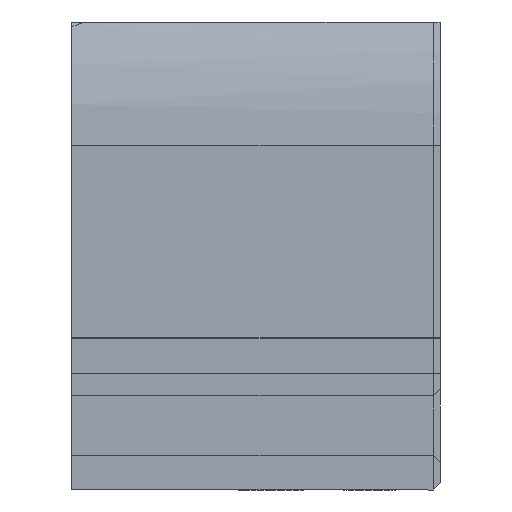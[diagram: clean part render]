
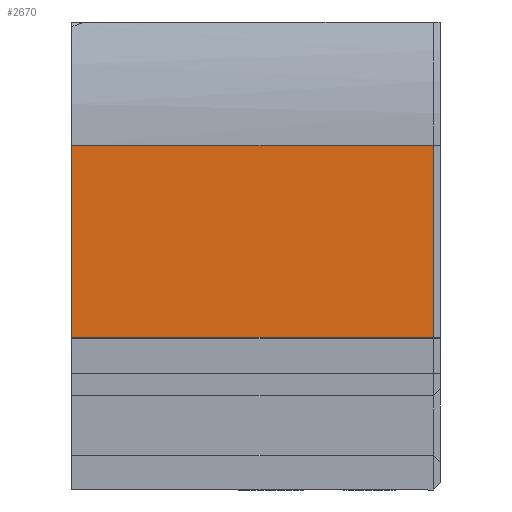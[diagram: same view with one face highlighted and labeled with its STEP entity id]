
A CAD part, left-side view. The second image highlights one B-rep face of the part: STEP entity #2670.
In plain terms, the highlighted planar face has unit normal (-1, 0, 0).
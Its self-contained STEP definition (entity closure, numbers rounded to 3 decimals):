
#266=FACE_OUTER_BOUND('',#440,.T.);
#440=EDGE_LOOP('',(#2385,#2386,#2387,#2388));
#560=LINE('',#3881,#826);
#614=LINE('',#4013,#880);
#742=LINE('',#4443,#1008);
#770=LINE('',#4521,#1036);
#826=VECTOR('',#3003,10.);
#880=VECTOR('',#3083,10.);
#1008=VECTOR('',#3557,10.);
#1036=VECTOR('',#3651,10.);
#1108=VERTEX_POINT('',#3879);
#1109=VERTEX_POINT('',#3880);
#1168=VERTEX_POINT('',#4011);
#1278=VERTEX_POINT('',#4442);
#1354=EDGE_CURVE('',#1108,#1109,#560,.T.);
#1418=EDGE_CURVE('',#1168,#1109,#614,.T.);
#1622=EDGE_CURVE('',#1108,#1278,#742,.T.);
#1660=EDGE_CURVE('',#1278,#1168,#770,.T.);
#2385=ORIENTED_EDGE('',*,*,#1660,.F.);
#2386=ORIENTED_EDGE('',*,*,#1622,.F.);
#2387=ORIENTED_EDGE('',*,*,#1354,.T.);
#2388=ORIENTED_EDGE('',*,*,#1418,.F.);
#2526=PLANE('',#2929);
#2670=ADVANCED_FACE('',(#266),#2526,.T.);
#2929=AXIS2_PLACEMENT_3D('',#4522,#3652,#3653);
#3003=DIRECTION('',(0.,0.,-1.));
#3083=DIRECTION('',(0.,1.,0.));
#3557=DIRECTION('',(0.,-1.,0.));
#3651=DIRECTION('',(0.,0.,-1.));
#3652=DIRECTION('center_axis',(-1.,0.,0.));
#3653=DIRECTION('ref_axis',(0.,0.,
-1.));
#3879=CARTESIAN_POINT('',(302.62,-143.929,102.486));
#3880=CARTESIAN_POINT('',(302.62,-143.929,91.5));
#3881=CARTESIAN_POINT('',(302.62,-143.929,101.5));
#4011=CARTESIAN_POINT('',(302.62,-164.529,91.5));
#4013=CARTESIAN_POINT('',(302.62,-148.679,91.5));
#4442=CARTESIAN_POINT('',(302.62,-164.529,102.486));
#4443=CARTESIAN_POINT('',(302.62,-143.929,102.486));
#4521=CARTESIAN_POINT('',(302.62,-164.529,100.486));
#4522=CARTESIAN_POINT('Origin',(302.62,-143.929,102.486));
